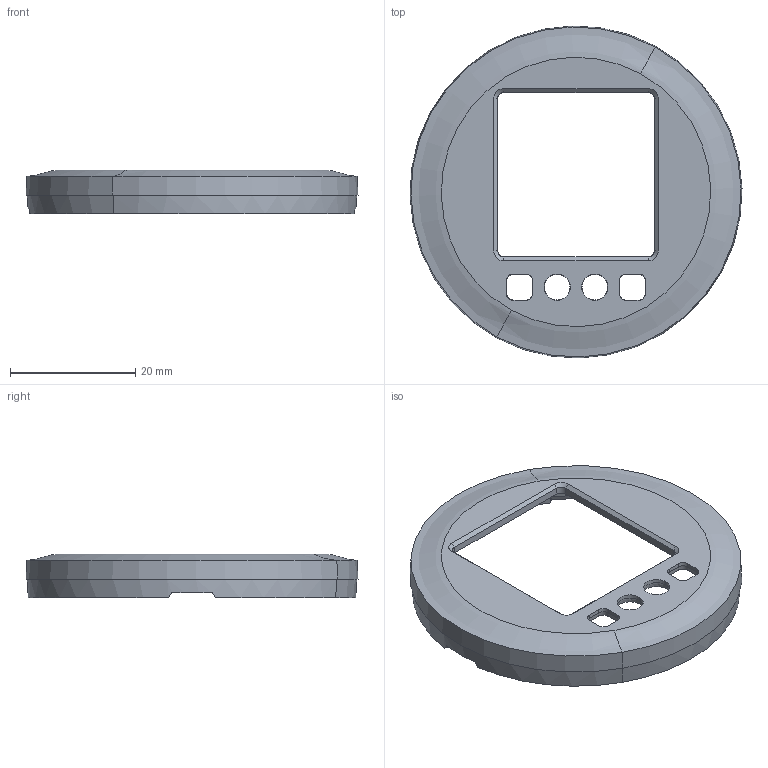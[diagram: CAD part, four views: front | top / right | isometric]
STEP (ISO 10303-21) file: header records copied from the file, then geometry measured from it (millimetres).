
FILE_DESCRIPTION(('CATIA V5 STEP Exchange','CAx-IF Rec.Pracs.--- Model Styling and Organization---1.5--- 2016-08-15','CAx-IF Rec.Pracs.---Supplemental Geometry---1.0---2011-11-01','CAx-IF Rec.Pracs.--- Composite Materials ---1.1---2010-07-15'),'2;1');
FILE_NAME('CB0078s.stp','2023-10-05T09:06:58+00:00',('none'),('none'),'CATIA Version 5-6 Release 2020 SP3','CATIA V5 STEP AP214 v2','none');
FILE_SCHEMA(('AUTOMOTIVE_DESIGN { 1 0 10303 214 1 1 1 1 }'));
Length unit declared in the file: millimetre
Products named in the file (1): 0043C63
Bounding box: 52.99 x 52.99 x 7 mm (x, y, z)
Volume: 3292.1 mm3; surface area: 4905.5 mm2
Topology: 1 solids, 1 shells, 123 faces, 356 edges, 240 vertices
Faces by surface type: plane 51, cylinder 28, cone 26, revolution 8, bspline 8, torus 2
Entity records: 4585 total; most frequent: CARTESIAN_POINT 1688, ORIENTED_EDGE 712, DIRECTION 391, EDGE_CURVE 356, VERTEX_POINT 240, B_SPLINE_CURVE_WITH_KNOTS 173, AXIS2_PLACEMENT_3D 167, EDGE_LOOP 138
